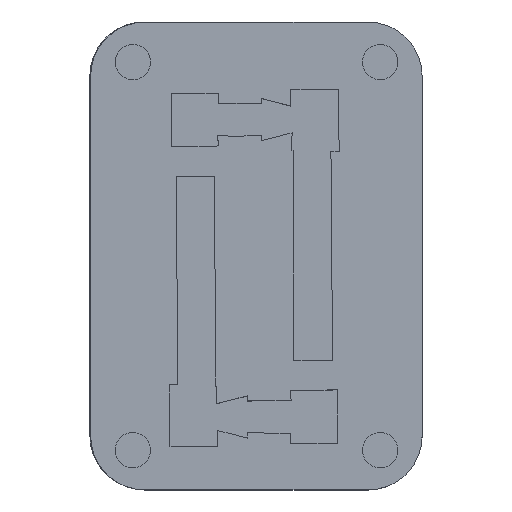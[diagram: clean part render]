
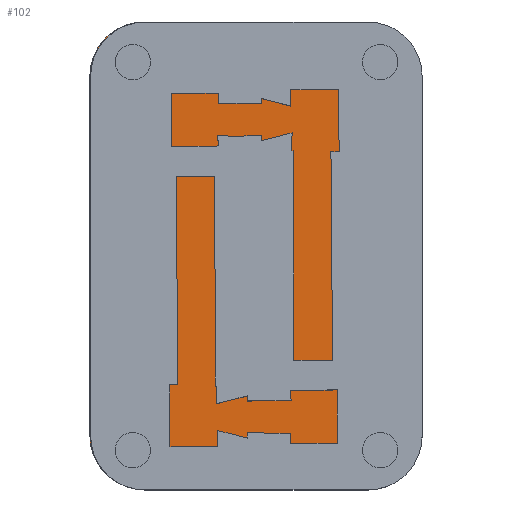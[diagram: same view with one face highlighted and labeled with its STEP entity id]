
A CAD part, top view. The second image highlights one B-rep face of the part: STEP entity #102.
In plain terms, the highlighted planar face has unit normal (0, 0, 1).
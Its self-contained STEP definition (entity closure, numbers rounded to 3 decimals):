
#102=ADVANCED_FACE('',(#180),#1356,.T.);
#180=FACE_OUTER_BOUND('',#266,.T.);
#266=EDGE_LOOP('',(#672,#673,#674,#675,#676,#677,#678,#679));
#672=ORIENTED_EDGE('',*,*,#896,.F.);
#673=ORIENTED_EDGE('',*,*,#893,.F.);
#674=ORIENTED_EDGE('',*,*,#890,.F.);
#675=ORIENTED_EDGE('',*,*,#887,.F.);
#676=ORIENTED_EDGE('',*,*,#884,.F.);
#677=ORIENTED_EDGE('',*,*,#881,.F.);
#678=ORIENTED_EDGE('',*,*,#878,.F.);
#679=ORIENTED_EDGE('',*,*,#874,.F.);
#874=EDGE_CURVE('',#1264,#1265,#930,.T.);
#878=EDGE_CURVE('',#1265,#1268,#1129,.T.);
#881=EDGE_CURVE('',#1268,#1270,#932,.T.);
#884=EDGE_CURVE('',#1270,#1272,#1132,.T.);
#887=EDGE_CURVE('',#1272,#1274,#934,.T.);
#890=EDGE_CURVE('',#1274,#1276,#1135,.T.);
#893=EDGE_CURVE('',#1276,#1278,#936,.T.);
#896=EDGE_CURVE('',#1278,#1264,#1138,.T.);
#930=TRIMMED_CURVE($,#962,(#2251),(#2252),.T.,.CARTESIAN.);
#932=TRIMMED_CURVE($,#964,(#2267),(#2268),.T.,.CARTESIAN.);
#934=TRIMMED_CURVE($,#966,(#2281),(#2282),.T.,.CARTESIAN.);
#936=TRIMMED_CURVE($,#968,(#2295),(#2296),.T.,.CARTESIAN.);
#962=CIRCLE('',#1480,7.639);
#964=CIRCLE('',#1482,7.639);
#966=CIRCLE('',#1484,7.639);
#968=CIRCLE('',#1486,7.639);
#1129=B_SPLINE_CURVE_WITH_KNOTS('',1,(#2260,#2261),.UNSPECIFIED.,.F.,.F.,
(2,2),(-200.997,-150.105),.UNSPECIFIED.);
#1132=B_SPLINE_CURVE_WITH_KNOTS('',1,(#2274,#2275),.UNSPECIFIED.,.F.,.F.,
(2,2),(-138.107,-106.498),.UNSPECIFIED.);
#1135=B_SPLINE_CURVE_WITH_KNOTS('',1,(#2288,#2289),.UNSPECIFIED.,.F.,.F.,
(2,2),(-94.499,-43.608),.UNSPECIFIED.);
#1138=B_SPLINE_CURVE_WITH_KNOTS('',1,(#2302,#2303),.UNSPECIFIED.,.F.,.F.,
(2,2),(-31.609,0.),.UNSPECIFIED.);
#1264=VERTEX_POINT('',#2234);
#1265=VERTEX_POINT('',#2235);
#1268=VERTEX_POINT('',#2238);
#1270=VERTEX_POINT('',#2240);
#1272=VERTEX_POINT('',#2242);
#1274=VERTEX_POINT('',#2244);
#1276=VERTEX_POINT('',#2246);
#1278=VERTEX_POINT('',#2248);
#1356=PLANE('',#1478);
#1478=AXIS2_PLACEMENT_3D('',#2232,#1615,$);
#1480=AXIS2_PLACEMENT_3D($,#2250,#1617,#1618);
#1482=AXIS2_PLACEMENT_3D($,#2266,#1621,#1622);
#1484=AXIS2_PLACEMENT_3D($,#2280,#1625,#1626);
#1486=AXIS2_PLACEMENT_3D($,#2294,#1629,#1630);
#1615=DIRECTION('',(0.,0.,1.));
#1617=DIRECTION('',(0.,0.,-1.));
#1618=DIRECTION('',(0.,-1.,0.));
#1621=DIRECTION('',(0.,0.,-1.));
#1622=DIRECTION('',(-1.,0.,0.));
#1625=DIRECTION('',(0.,0.,-1.));
#1626=DIRECTION('',(0.,1.,0.));
#1629=DIRECTION('',(0.,0.,-1.));
#1630=DIRECTION('',(1.,0.,0.));
#2232=CARTESIAN_POINT('',(66.382,-34.629,-5.66));
#2234=CARTESIAN_POINT('',(21.274,-26.358,-5.66));
#2235=CARTESIAN_POINT('',(13.635,-18.72,-5.66));
#2238=CARTESIAN_POINT('',(13.635,32.172,-5.66));
#2240=CARTESIAN_POINT('',(21.274,39.81,-5.66));
#2242=CARTESIAN_POINT('',(52.883,39.81,-5.66));
#2244=CARTESIAN_POINT('',(60.521,32.172,-5.66));
#2246=CARTESIAN_POINT('',(60.521,-18.72,-5.66));
#2248=CARTESIAN_POINT('',(52.883,-26.358,-5.66));
#2250=CARTESIAN_POINT('',(21.274,-18.72,-5.66));
#2251=CARTESIAN_POINT('',(21.274,-26.358,-5.66));
#2252=CARTESIAN_POINT('',(13.635,-18.72,-5.66));
#2260=CARTESIAN_POINT('',(13.635,-18.72,-5.66));
#2261=CARTESIAN_POINT('',(13.635,32.172,-5.66));
#2266=CARTESIAN_POINT('',(21.274,32.172,-5.66));
#2267=CARTESIAN_POINT('',(13.635,32.172,-5.66));
#2268=CARTESIAN_POINT('',(21.274,39.81,-5.66));
#2274=CARTESIAN_POINT('',(21.274,39.81,-5.66));
#2275=CARTESIAN_POINT('',(52.883,39.81,-5.66));
#2280=CARTESIAN_POINT('',(52.883,32.172,-5.66));
#2281=CARTESIAN_POINT('',(52.883,39.81,-5.66));
#2282=CARTESIAN_POINT('',(60.521,32.172,-5.66));
#2288=CARTESIAN_POINT('',(60.521,32.172,-5.66));
#2289=CARTESIAN_POINT('',(60.521,-18.72,-5.66));
#2294=CARTESIAN_POINT('',(52.883,-18.72,-5.66));
#2295=CARTESIAN_POINT('',(60.521,-18.72,-5.66));
#2296=CARTESIAN_POINT('',(52.883,-26.358,-5.66));
#2302=CARTESIAN_POINT('',(52.883,-26.358,-5.66));
#2303=CARTESIAN_POINT('',(21.274,-26.358,-5.66));
